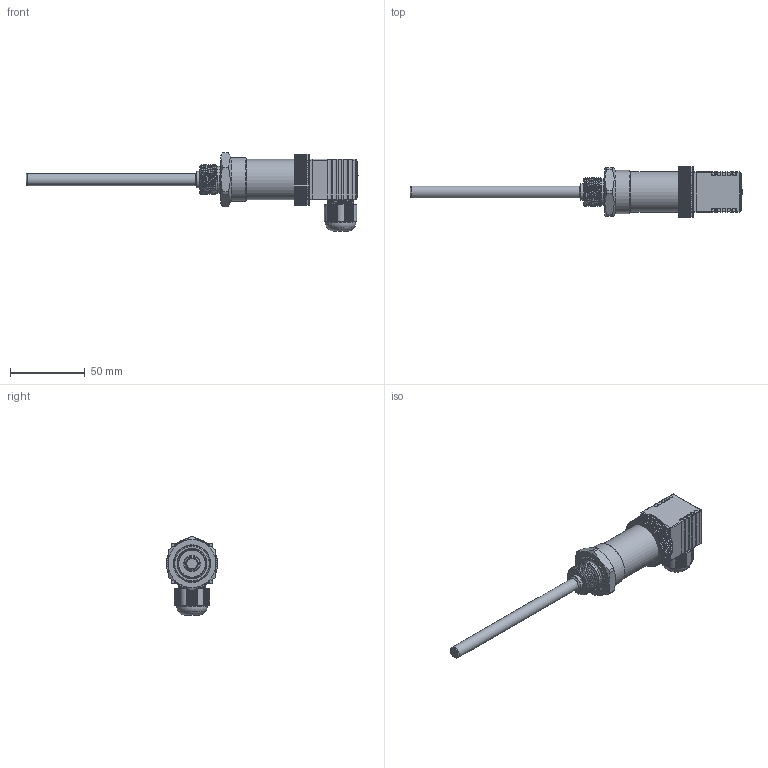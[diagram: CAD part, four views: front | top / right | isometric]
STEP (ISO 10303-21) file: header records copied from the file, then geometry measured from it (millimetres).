
FILE_DESCRIPTION(('STEP AP214'), '1');
FILE_NAME('ﾊﾓﾂﾔ.405210.006.N.042.ﾕ.ﾕﾕ.D.L.ﾌZ ﾝﾑﾁ', '', ('UNSPECIFIED'), ('UNSPECIFIED'), 'C3D Converter', 'C3D Toolkit', '');
FILE_SCHEMA(('AUTOMOTIVE_DESIGN { 1 0 10303 214 3 1 1}'));
Length unit declared in the file: millimetre
Products named in the file (28): КУВФ.405210.006.N.042.Х.ХХ.D.L.МZ ЭСБ; -01; КУВФ.301156.320.2629.D.L.МZ; КУВФ.301121.410.6761; КУВФ.711111.430.756; Сварка 7 мм конец арм; Сварка 8 мм треугольник; КУВФ.713751.430.3077.8.M20х1.5; КУВФ.715141.430.3066.45
Assembly tree (38 placements, depth 4):
  КУВФ.405210.006.N.042.Х.ХХ.D.L.МZ ЭСБ
    (unnamed)
      (unnamed)
      -01
      (unnamed)  x3
      (unnamed)
      (unnamed)
      (unnamed)
    (unnamed)
      (unnamed)
      (unnamed)  x4
      (unnamed)  x4
      (unnamed)  x4
      (unnamed)
      (unnamed)
      (unnamed)
      (unnamed)
      (unnamed)
      (unnamed)
    КУВФ.301156.320.2629.D.L.МZ
      КУВФ.301121.410.6761
        КУВФ.711111.430.756
        (unnamed)
        Сварка 7 мм конец арм
        Сварка 8 мм треугольник
        КУВФ.713751.430.3077.8.M20х1.5
      КУВФ.715141.430.3066.45
      (unnamed)
Bounding box: 221.4 x 34 x 52.5 mm (x, y, z)
Volume: 43560.9 mm3; surface area: 50951.7 mm2
Topology: 34 solids, 34 shells, 1928 faces, 5279 edges, 3444 vertices
Faces by surface type: plane 1154, cylinder 618, torus 95, bspline 38, cone 19, sphere 4
Full cylindrical faces by diameter (mm): 1.25 x8, 3 x2, 3.183 x1, 3.322 x1, 4 x6, 4.8 x1, 5 x3, 6 x3, 6.5 x1, 6.6 x1, 6.8 x1, 7 x2, 7.5 x2, 8 x2, 8.2 x1, 9 x1, 9.5 x1, 9.9 x1, 10 x1, 10.3 x1, 10.5 x1, 11 x1, 13 x2, 16.2 x1, 17 x1, 17.8 x1, 20 x1, 21 x1, 21.5 x2, 22 x1
Entity records: 118875 total; most frequent: CARTESIAN_POINT 71206, ORIENTED_EDGE 8844, DIRECTION 8438, EDGE_CURVE 4422, VERTEX_POINT 2916, AXIS2_PLACEMENT_3D 2829, LINE 2780, VECTOR 2780
